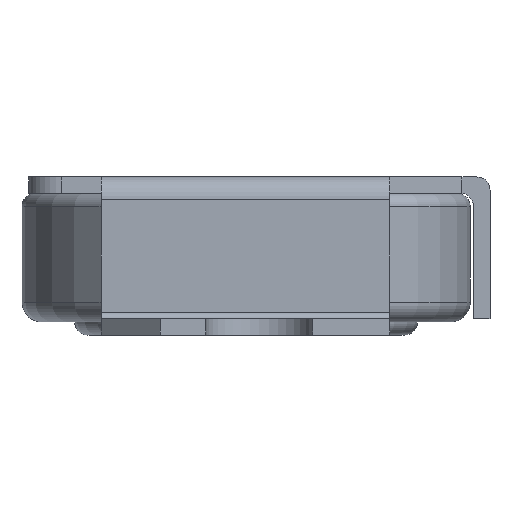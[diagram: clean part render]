
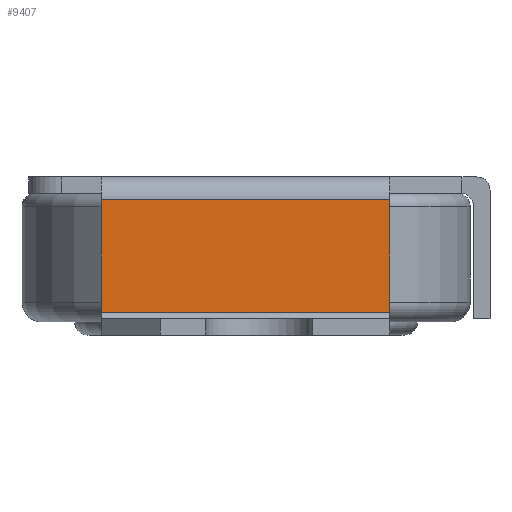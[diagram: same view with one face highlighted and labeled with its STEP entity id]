
A CAD part, left-side view. The second image highlights one B-rep face of the part: STEP entity #9407.
In plain terms, the highlighted planar face has unit normal (-1, 0, 0).
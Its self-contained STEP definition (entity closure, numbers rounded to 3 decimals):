
#1652 = AXIS2_PLACEMENT_3D ( 'NONE', #2887, #3329, #2601 ) ;
#2046 = EDGE_CURVE ( 'NONE', #3860, #3659, #3880, .T. ) ;
#2073 = EDGE_CURVE ( 'NONE', #3860, #3830, #3922, .T. ) ;
#2149 = EDGE_CURVE ( 'NONE', #3830, #3595, #3454, .T. ) ;
#2205 = EDGE_CURVE ( 'NONE', #3659, #3595, #3782, .T. ) ;
#2601 = DIRECTION ( 'NONE',  ( 0., 0., -1. ) ) ;
#2887 = CARTESIAN_POINT ( 'NONE',  ( -4., 3.5, 0.35 ) ) ;
#3020 = PLANE ( 'NONE',  #1652 ) ;
#3329 = DIRECTION ( 'NONE',  ( 1., 0., 0. ) ) ;
#3454 = LINE ( 'NONE', #8750, #4299 ) ;
#3595 = VERTEX_POINT ( 'NONE', #4806 ) ;
#3596 = VECTOR ( 'NONE', #8541, 1000. ) ;
#3620 = VECTOR ( 'NONE', #5502, 1000. ) ;
#3659 = VERTEX_POINT ( 'NONE', #4839 ) ;
#3687 = ORIENTED_EDGE ( 'NONE', *, *, #2073, .T. ) ;
#3782 = LINE ( 'NONE', #4701, #3620 ) ;
#3830 = VERTEX_POINT ( 'NONE', #4896 ) ;
#3860 = VERTEX_POINT ( 'NONE', #5591 ) ;
#3880 = LINE ( 'NONE', #8534, #3596 ) ;
#3922 = LINE ( 'NONE', #8962, #3929 ) ;
#3929 = VECTOR ( 'NONE', #8958, 1000. ) ;
#4299 = VECTOR ( 'NONE', #8573, 1000. ) ;
#4701 = CARTESIAN_POINT ( 'NONE',  ( -4., 3.5, 2.05 ) ) ;
#4806 = CARTESIAN_POINT ( 'NONE',  ( -4., -1.98, 2.05 ) ) ;
#4839 = CARTESIAN_POINT ( 'NONE',  ( -4., 2.4, 2.05 ) ) ;
#4896 = CARTESIAN_POINT ( 'NONE',  ( -4., -1.98, 0.35 ) ) ;
#5502 = DIRECTION ( 'NONE',  ( 0., -1., 0. ) ) ;
#5591 = CARTESIAN_POINT ( 'NONE',  ( -4., 2.4, 0.35 ) ) ;
#5895 = FACE_OUTER_BOUND ( 'NONE', #7183, .T. ) ;
#7183 = EDGE_LOOP ( 'NONE', ( #3687, #7692, #8096, #7227 ) ) ;
#7227 = ORIENTED_EDGE ( 'NONE', *, *, #2046, .F. ) ;
#7692 = ORIENTED_EDGE ( 'NONE', *, *, #2149, .T. ) ;
#8096 = ORIENTED_EDGE ( 'NONE', *, *, #2205, .F. ) ;
#8534 = CARTESIAN_POINT ( 'NONE',  ( -4., 2.4, 0.35 ) ) ;
#8541 = DIRECTION ( 'NONE',  ( 0., 0., 1. ) ) ;
#8573 = DIRECTION ( 'NONE',  ( 0., 0., 1. ) ) ;
#8750 = CARTESIAN_POINT ( 'NONE',  ( -4., -1.98, 0.35 ) ) ;
#8958 = DIRECTION ( 'NONE',  ( 0., -1., 0. ) ) ;
#8962 = CARTESIAN_POINT ( 'NONE',  ( -4., 3.5, 0.35 ) ) ;
#9407 = ADVANCED_FACE ( 'NONE', ( #5895 ), #3020, .F. ) ;
